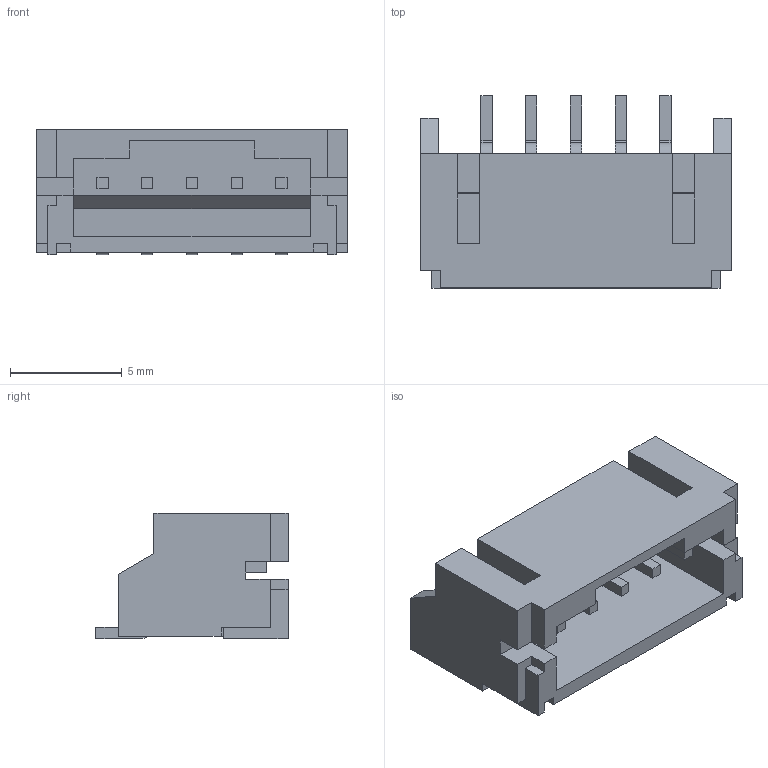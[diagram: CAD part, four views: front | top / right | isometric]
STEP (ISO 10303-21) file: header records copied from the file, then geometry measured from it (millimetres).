
FILE_DESCRIPTION(('FreeCAD Model'),'2;1');
FILE_NAME('S5B-PH-SM4-TB.STEP','2018-01-20T18:53:42',('Author'),(''), 'Open CASCADE STEP processor 7.1','FreeCAD','Unknown');
FILE_SCHEMA(('AUTOMOTIVE_DESIGN { 1 0 10303 214 1 1 1 1 }'));
Length unit declared in the file: millimetre
Products named in the file (1): S5B-PH-SM4
Bounding box: 13.9 x 8.6 x 5.6 mm (x, y, z)
Volume: 268.1 mm3; surface area: 642.2 mm2
Topology: 1 solids, 1 shells, 130 faces, 364 edges, 242 vertices
Faces by surface type: plane 115, cylinder 15
Entity records: 9830 total; most frequent: CARTESIAN_POINT 1555, DIRECTION 1369, LINE 1032, VECTOR 1032, ORIENTED_EDGE 728, PCURVE 728, DEFINITIONAL_REPRESENTATION 728, EDGE_CURVE 364
